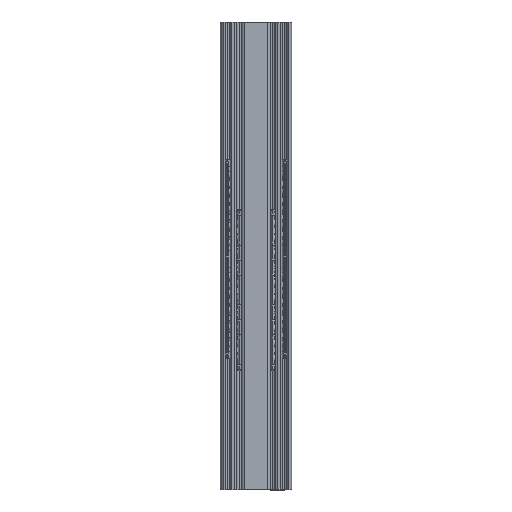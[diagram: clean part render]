
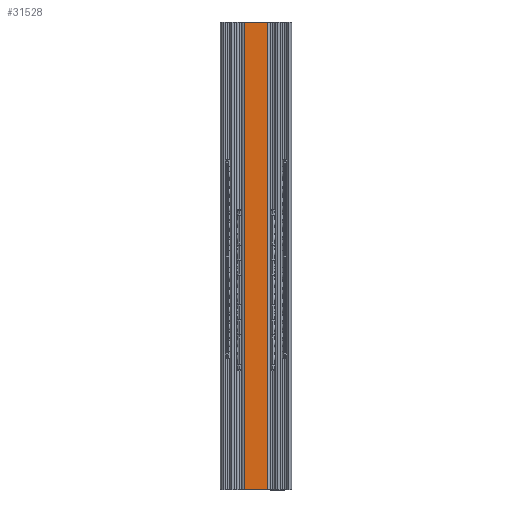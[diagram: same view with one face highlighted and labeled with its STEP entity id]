
A CAD part, top view. The second image highlights one B-rep face of the part: STEP entity #31528.
In plain terms, the highlighted planar face has unit normal (0, 0, 1).
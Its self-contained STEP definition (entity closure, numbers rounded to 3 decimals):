
#2021=PLANE('',#34870);
#3734=FACE_OUTER_BOUND('',#5468,.T.);
#5468=EDGE_LOOP('',(#28790,#28791,#28792,#28793));
#7776=LINE('',#61010,#10092);
#7777=LINE('',#61014,#10093);
#7778=LINE('',#61016,#10094);
#7779=LINE('',#61017,#10095);
#10092=VECTOR('',#43831,500.);
#10093=VECTOR('',#43836,24.8);
#10094=VECTOR('',#43837,500.);
#10095=VECTOR('',#43838,24.8);
#14588=VERTEX_POINT('',#61007);
#14589=VERTEX_POINT('',#61009);
#14590=VERTEX_POINT('',#61013);
#14591=VERTEX_POINT('',#61015);
#19329=EDGE_CURVE('',#14589,#14588,#7776,.T.);
#19331=EDGE_CURVE('',#14588,#14590,#7777,.T.);
#19332=EDGE_CURVE('',#14591,#14590,#7778,.T.);
#19333=EDGE_CURVE('',#14589,#14591,#7779,.T.);
#28790=ORIENTED_EDGE('',*,*,#19331,.T.);
#28791=ORIENTED_EDGE('',*,*,#19332,.F.);
#28792=ORIENTED_EDGE('',*,*,#19333,.F.);
#28793=ORIENTED_EDGE('',*,*,#19329,.T.);
#31528=ADVANCED_FACE('',(#3734),#2021,.T.);
#34870=AXIS2_PLACEMENT_3D('',#61012,#43834,#43835);
#43831=DIRECTION('',(0.,1.,0.));
#43834=DIRECTION('center_axis',(0.,0.,1.));
#43835=DIRECTION('ref_axis',(1.,0.,0.));
#43836=DIRECTION('',(-1.,0.,0.));
#43837=DIRECTION('',(0.,1.,0.));
#43838=DIRECTION('',(-1.,0.,0.));
#61007=CARTESIAN_POINT('',(12.4,500.,0.));
#61009=CARTESIAN_POINT('',(12.4,0.,0.));
#61010=CARTESIAN_POINT('',(12.4,0.,0.));
#61012=CARTESIAN_POINT('Origin',(12.4,0.,0.));
#61013=CARTESIAN_POINT('',(-12.4,500.,0.));
#61014=CARTESIAN_POINT('',(12.4,500.,0.));
#61015=CARTESIAN_POINT('',(-12.4,0.,0.));
#61016=CARTESIAN_POINT('',(-12.4,0.,0.));
#61017=CARTESIAN_POINT('',(12.4,0.,0.));
